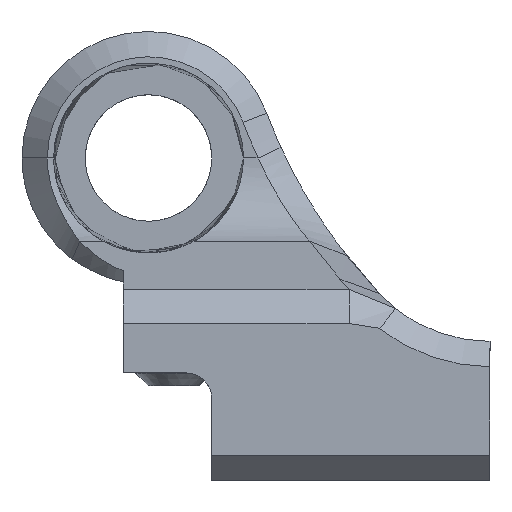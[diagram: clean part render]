
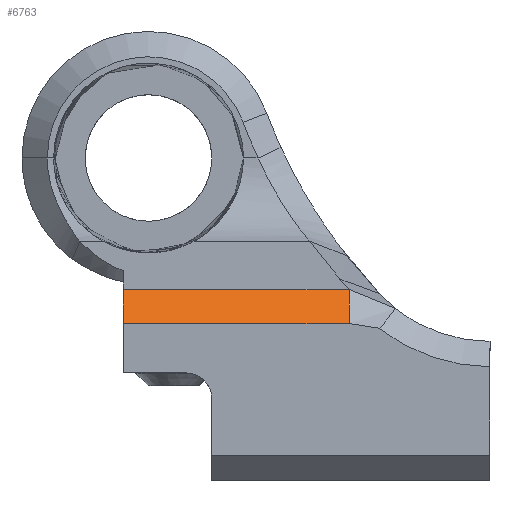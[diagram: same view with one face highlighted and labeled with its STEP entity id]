
A CAD part, front view. The second image highlights one B-rep face of the part: STEP entity #6763.
In plain terms, the highlighted planar face has unit normal (0, -0.819, 0.574).
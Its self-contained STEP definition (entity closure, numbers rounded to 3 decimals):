
#346 = PLANE('',#347);
#347 = AXIS2_PLACEMENT_3D('',#348,#349,#350);
#348 = CARTESIAN_POINT('',(-29.,25.027,11.085));
#349 = DIRECTION('',(1.,0.,0.));
#350 = DIRECTION('',(0.,0.,1.));
#1368 = VERTEX_POINT('',#1369);
#1369 = CARTESIAN_POINT('',(-29.,-31.,6.911));
#1383 = PLANE('',#1384);
#1384 = AXIS2_PLACEMENT_3D('',#1385,#1386,#1387);
#1385 = CARTESIAN_POINT('',(0.,-31.,5.5));
#1386 = DIRECTION('',(0.,1.,0.));
#1387 = DIRECTION('',(-0.,0.,-1.));
#1395 = EDGE_CURVE('',#1368,#1396,#1398,.T.);
#1396 = VERTEX_POINT('',#1397);
#1397 = CARTESIAN_POINT('',(-29.,-29.121,9.595));
#1398 = SURFACE_CURVE('',#1399,(#1403,#1410),.PCURVE_S1.);
#1399 = LINE('',#1400,#1401);
#1400 = CARTESIAN_POINT('',(-29.,-28.346,10.701));
#1401 = VECTOR('',#1402,1.);
#1402 = DIRECTION('',(0.,0.574,0.819));
#1403 = PCURVE('',#346,#1404);
#1404 = DEFINITIONAL_REPRESENTATION('',(#1405),#1409);
#1405 = LINE('',#1406,#1407);
#1406 = CARTESIAN_POINT('',(-0.384,53.373));
#1407 = VECTOR('',#1408,1.);
#1408 = DIRECTION('',(0.819,-0.574));
#1409 = ( GEOMETRIC_REPRESENTATION_CONTEXT(2) 
PARAMETRIC_REPRESENTATION_CONTEXT() REPRESENTATION_CONTEXT('2D SPACE',''
  ) );
#1410 = PCURVE('',#1411,#1416);
#1411 = PLANE('',#1412);
#1412 = AXIS2_PLACEMENT_3D('',#1413,#1414,#1415);
#1413 = CARTESIAN_POINT('',(-29.,-30.06,8.253));
#1414 = DIRECTION('',(0.,0.819,-0.574)
  );
#1415 = DIRECTION('',(-1.,0.,0.));
#1416 = DEFINITIONAL_REPRESENTATION('',(#1417),#1421);
#1417 = LINE('',#1418,#1419);
#1418 = CARTESIAN_POINT('',(0.,2.988));
#1419 = VECTOR('',#1420,1.);
#1420 = DIRECTION('',(-0.,1.));
#1421 = ( GEOMETRIC_REPRESENTATION_CONTEXT(2) 
PARAMETRIC_REPRESENTATION_CONTEXT() REPRESENTATION_CONTEXT('2D SPACE',''
  ) );
#1439 = PLANE('',#1440);
#1440 = AXIS2_PLACEMENT_3D('',#1441,#1442,#1443);
#1441 = CARTESIAN_POINT('',(-61.,-18.606,13.422));
#1442 = DIRECTION('',(0.,0.342,-0.94));
#1443 = DIRECTION('',(0.,-0.94,-0.342
    ));
#6711 = VERTEX_POINT('',#6712);
#6712 = CARTESIAN_POINT('',(-11.133,-31.,6.911));
#6726 = B_SPLINE_SURFACE_WITH_KNOTS('',3,1,(
    (#6727,#6728)
    ,(#6729,#6730)
    ,(#6731,#6732)
    ,(#6733,#6734
    )),.UNSPECIFIED.,.F.,.F.,.F.,(4,4),(2,2),(0.,1.),(0.,1.),
  .PIECEWISE_BEZIER_KNOTS.);
#6727 = CARTESIAN_POINT('',(-11.133,-31.,6.911));
#6728 = CARTESIAN_POINT('',(-11.133,-29.121,
    9.595));
#6729 = CARTESIAN_POINT('',(-10.323,-31.,6.785));
#6730 = CARTESIAN_POINT('',(-9.919,-29.092,
    9.07));
#6731 = CARTESIAN_POINT('',(-9.513,-31.,6.659));
#6732 = CARTESIAN_POINT('',(-8.696,-29.053,
    8.568));
#6733 = CARTESIAN_POINT('',(-8.703,-31.,6.534));
#6734 = CARTESIAN_POINT('',(-7.46,-29.,8.1));
#6742 = EDGE_CURVE('',#1368,#6711,#6743,.T.);
#6743 = SURFACE_CURVE('',#6744,(#6748,#6755),.PCURVE_S1.);
#6744 = LINE('',#6745,#6746);
#6745 = CARTESIAN_POINT('',(-29.,-31.,6.911));
#6746 = VECTOR('',#6747,1.);
#6747 = DIRECTION('',(1.,0.,0.));
#6748 = PCURVE('',#1383,#6749);
#6749 = DEFINITIONAL_REPRESENTATION('',(#6750),#6754);
#6750 = LINE('',#6751,#6752);
#6751 = CARTESIAN_POINT('',(-1.411,29.));
#6752 = VECTOR('',#6753,1.);
#6753 = DIRECTION('',(-0.,-1.));
#6754 = ( GEOMETRIC_REPRESENTATION_CONTEXT(2) 
PARAMETRIC_REPRESENTATION_CONTEXT() REPRESENTATION_CONTEXT('2D SPACE',''
  ) );
#6755 = PCURVE('',#1411,#6756);
#6756 = DEFINITIONAL_REPRESENTATION('',(#6757),#6761);
#6757 = LINE('',#6758,#6759);
#6758 = CARTESIAN_POINT('',(-0.,-1.638));
#6759 = VECTOR('',#6760,1.);
#6760 = DIRECTION('',(-1.,0.));
#6761 = ( GEOMETRIC_REPRESENTATION_CONTEXT(2) 
PARAMETRIC_REPRESENTATION_CONTEXT() REPRESENTATION_CONTEXT('2D SPACE',''
  ) );
#6763 = ADVANCED_FACE('',(#6764),#1411,.F.);
#6764 = FACE_BOUND('',#6765,.T.);
#6765 = EDGE_LOOP('',(#6766,#6767,#6768,#6788));
#6766 = ORIENTED_EDGE('',*,*,#1395,.F.);
#6767 = ORIENTED_EDGE('',*,*,#6742,.T.);
#6768 = ORIENTED_EDGE('',*,*,#6769,.T.);
#6769 = EDGE_CURVE('',#6711,#6770,#6772,.T.);
#6770 = VERTEX_POINT('',#6771);
#6771 = CARTESIAN_POINT('',(-11.133,-29.121,
    9.595));
#6772 = SURFACE_CURVE('',#6773,(#6776,#6782),.PCURVE_S1.);
#6773 = B_SPLINE_CURVE_WITH_KNOTS('',1,(#6774,#6775),.UNSPECIFIED.,.F.,
  .F.,(2,2),(0.,1.),.PIECEWISE_BEZIER_KNOTS.);
#6774 = CARTESIAN_POINT('',(-11.133,-31.,6.911));
#6775 = CARTESIAN_POINT('',(-11.133,-29.121,
    9.595));
#6776 = PCURVE('',#1411,#6777);
#6777 = DEFINITIONAL_REPRESENTATION('',(#6778),#6781);
#6778 = B_SPLINE_CURVE_WITH_KNOTS('',1,(#6779,#6780),.UNSPECIFIED.,.F.,
  .F.,(2,2),(0.,1.),.PIECEWISE_BEZIER_KNOTS.);
#6779 = CARTESIAN_POINT('',(-17.867,-1.638));
#6780 = CARTESIAN_POINT('',(-17.867,1.638));
#6781 = ( GEOMETRIC_REPRESENTATION_CONTEXT(2) 
PARAMETRIC_REPRESENTATION_CONTEXT() REPRESENTATION_CONTEXT('2D SPACE',''
  ) );
#6782 = PCURVE('',#6726,#6783);
#6783 = DEFINITIONAL_REPRESENTATION('',(#6784),#6787);
#6784 = B_SPLINE_CURVE_WITH_KNOTS('',1,(#6785,#6786),.UNSPECIFIED.,.F.,
  .F.,(2,2),(0.,1.),.PIECEWISE_BEZIER_KNOTS.);
#6785 = CARTESIAN_POINT('',(0.,0.));
#6786 = CARTESIAN_POINT('',(0.,1.));
#6787 = ( GEOMETRIC_REPRESENTATION_CONTEXT(2) 
PARAMETRIC_REPRESENTATION_CONTEXT() REPRESENTATION_CONTEXT('2D SPACE',''
  ) );
#6788 = ORIENTED_EDGE('',*,*,#6789,.F.);
#6789 = EDGE_CURVE('',#1396,#6770,#6790,.T.);
#6790 = SURFACE_CURVE('',#6791,(#6795,#6802),.PCURVE_S1.);
#6791 = LINE('',#6792,#6793);
#6792 = CARTESIAN_POINT('',(-29.,-29.121,9.595));
#6793 = VECTOR('',#6794,1.);
#6794 = DIRECTION('',(1.,0.,0.));
#6795 = PCURVE('',#1411,#6796);
#6796 = DEFINITIONAL_REPRESENTATION('',(#6797),#6801);
#6797 = LINE('',#6798,#6799);
#6798 = CARTESIAN_POINT('',(-0.,1.638));
#6799 = VECTOR('',#6800,1.);
#6800 = DIRECTION('',(-1.,0.));
#6801 = ( GEOMETRIC_REPRESENTATION_CONTEXT(2) 
PARAMETRIC_REPRESENTATION_CONTEXT() REPRESENTATION_CONTEXT('2D SPACE',''
  ) );
#6802 = PCURVE('',#1439,#6803);
#6803 = DEFINITIONAL_REPRESENTATION('',(#6804),#6808);
#6804 = LINE('',#6805,#6806);
#6805 = CARTESIAN_POINT('',(11.19,-32.));
#6806 = VECTOR('',#6807,1.);
#6807 = DIRECTION('',(0.,-1.));
#6808 = ( GEOMETRIC_REPRESENTATION_CONTEXT(2) 
PARAMETRIC_REPRESENTATION_CONTEXT() REPRESENTATION_CONTEXT('2D SPACE',''
  ) );
